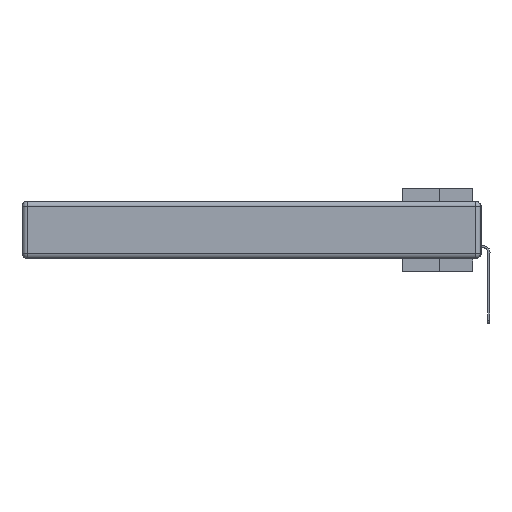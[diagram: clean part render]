
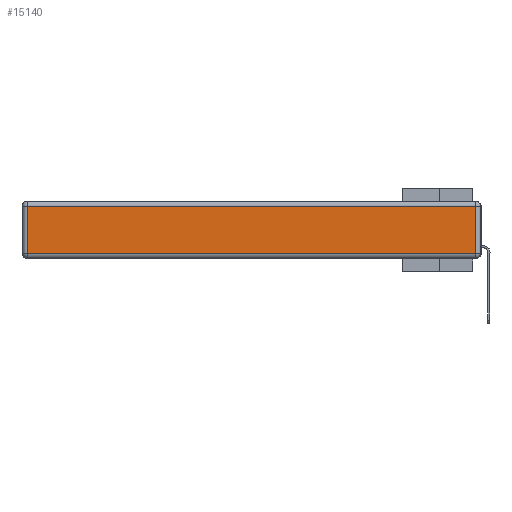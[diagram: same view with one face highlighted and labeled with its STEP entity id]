
A CAD part, left-side view. The second image highlights one B-rep face of the part: STEP entity #15140.
In plain terms, the highlighted planar face has unit normal (-1, 0, 0).
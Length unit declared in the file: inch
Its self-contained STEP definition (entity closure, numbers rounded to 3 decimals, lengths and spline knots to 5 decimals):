
#312 = ORIENTED_EDGE ( 'NONE', *, *, #11708, .T. ) ;
#750 = CARTESIAN_POINT ( 'NONE',  ( 0., 2.72, -0.343 ) ) ;
#797 = ORIENTED_EDGE ( 'NONE', *, *, #10849, .T. ) ;
#1595 = FACE_OUTER_BOUND ( 'NONE', #2735, .T. ) ;
#2735 = EDGE_LOOP ( 'NONE', ( #797, #312, #22759, #24425 ) ) ;
#3984 = DIRECTION ( 'NONE',  ( 0., -1., 0. ) ) ;
#4577 = CARTESIAN_POINT ( 'NONE',  ( 0., 0.03, -0.313 ) ) ;
#5178 = EDGE_CURVE ( 'NONE', #17588, #14267, #9307, .T. ) ;
#5299 = DIRECTION ( 'NONE',  ( -1., 0., 0. ) ) ;
#6396 = CARTESIAN_POINT ( 'NONE',  ( 0., 2.75, -0.03 ) ) ;
#7063 = VECTOR ( 'NONE', #26563, 39.37008 ) ;
#7413 = VERTEX_POINT ( 'NONE', #4577 ) ;
#9307 = LINE ( 'NONE', #6396, #26025 ) ;
#10849 = EDGE_CURVE ( 'NONE', #11252, #7413, #19761, .T. ) ;
#11252 = VERTEX_POINT ( 'NONE', #25413 ) ;
#11502 = CARTESIAN_POINT ( 'NONE',  ( 0., 2.72, -0.03 ) ) ;
#11708 = EDGE_CURVE ( 'NONE', #7413, #17588, #29480, .T. ) ;
#13494 = PLANE ( 'NONE',  #17937 ) ;
#13826 = DIRECTION ( 'NONE',  ( 0., 0., -1. ) ) ;
#14267 = VERTEX_POINT ( 'NONE', #11502 ) ;
#15140 = ADVANCED_FACE ( 'NONE', ( #1595 ), #13494, .T. ) ;
#15283 = EDGE_CURVE ( 'NONE', #14267, #11252, #32135, .T. ) ;
#17588 = VERTEX_POINT ( 'NONE', #22751 ) ;
#17937 = AXIS2_PLACEMENT_3D ( 'NONE', #26044, #5299, #31759 ) ;
#18918 = CARTESIAN_POINT ( 'NONE',  ( 0., 0.03, -0.343 ) ) ;
#19761 = LINE ( 'NONE', #32271, #27894 ) ;
#22751 = CARTESIAN_POINT ( 'NONE',  ( 0., 0.03, -0.03 ) ) ;
#22759 = ORIENTED_EDGE ( 'NONE', *, *, #5178, .T. ) ;
#23153 = VECTOR ( 'NONE', #13826, 39.37008 ) ;
#24425 = ORIENTED_EDGE ( 'NONE', *, *, #15283, .T. ) ;
#24648 = DIRECTION ( 'NONE',  ( 0., 1., 0. ) ) ;
#25413 = CARTESIAN_POINT ( 'NONE',  ( 0., 2.72, -0.313 ) ) ;
#26025 = VECTOR ( 'NONE', #24648, 39.37008 ) ;
#26044 = CARTESIAN_POINT ( 'NONE',  ( 0., 0., -0.343 ) ) ;
#26563 = DIRECTION ( 'NONE',  ( 0., 0., 1. ) ) ;
#27894 = VECTOR ( 'NONE', #3984, 39.37008 ) ;
#29480 = LINE ( 'NONE', #18918, #7063 ) ;
#31759 = DIRECTION ( 'NONE',  ( 0., 0., 1. ) ) ;
#32135 = LINE ( 'NONE', #750, #23153 ) ;
#32271 = CARTESIAN_POINT ( 'NONE',  ( 0., 0., -0.313 ) ) ;
